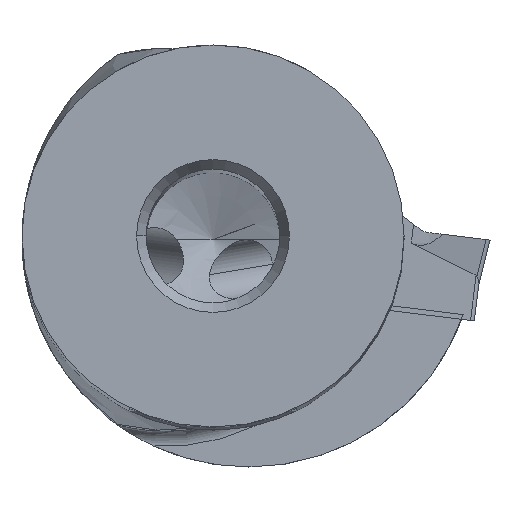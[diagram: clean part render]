
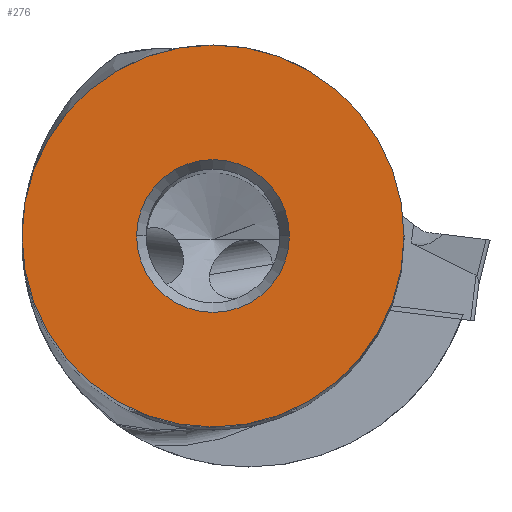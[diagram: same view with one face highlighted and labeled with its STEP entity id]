
A CAD part, top view. The second image highlights one B-rep face of the part: STEP entity #276.
In plain terms, the highlighted planar face has unit normal (0, 0, 1).
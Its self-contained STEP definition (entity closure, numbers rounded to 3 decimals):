
#40=FACE_BOUND('',#588,.T.);
#41=FACE_BOUND('',#589,.T.);
#276=ADVANCED_FACE('',(#40,#41),#332,.F.);
#332=PLANE('',#3046);
#588=EDGE_LOOP('',(#1341,#1342));
#589=EDGE_LOOP('',(#1343,#1344));
#1341=ORIENTED_EDGE('',*,*,#2043,.T.);
#1342=ORIENTED_EDGE('',*,*,#2044,.T.);
#1343=ORIENTED_EDGE('',*,*,#2042,.T.);
#1344=ORIENTED_EDGE('',*,*,#2040,.T.);
#1653=VERTEX_POINT('',#6117);
#1654=VERTEX_POINT('',#6119);
#1655=VERTEX_POINT('',#6125);
#1656=VERTEX_POINT('',#6126);
#2040=EDGE_CURVE('',#1654,#1653,#2309,.T.);
#2042=EDGE_CURVE('',#1653,#1654,#2310,.T.);
#2043=EDGE_CURVE('',#1655,#1656,#2311,.T.);
#2044=EDGE_CURVE('',#1656,#1655,#2312,.T.);
#2309=CIRCLE('',#3040,4.);
#2310=CIRCLE('',#3042,4.);
#2311=CIRCLE('',#3044,10.);
#2312=CIRCLE('',#3045,10.);
#3040=AXIS2_PLACEMENT_3D('',#6118,#3661,#3662);
#3042=AXIS2_PLACEMENT_3D('',#6122,#3666,#3667);
#3044=AXIS2_PLACEMENT_3D('',#6124,#3670,#3671);
#3045=AXIS2_PLACEMENT_3D('',#6127,#3672,#3673);
#3046=AXIS2_PLACEMENT_3D('',#6128,#3674,#3675);
#3661=DIRECTION('',(0.,0.,-1.));
#3662=DIRECTION('',(-1.,0.,0.));
#3666=DIRECTION('',(0.,0.,-1.));
#3667=DIRECTION('',(1.,0.,0.));
#3670=DIRECTION('',(0.,0.,1.));
#3671=DIRECTION('',(1.,0.,0.));
#3672=DIRECTION('',(0.,0.,1.));
#3673=DIRECTION('',(-1.,0.,0.));
#3674=DIRECTION('',(0.,0.,-1.));
#3675=DIRECTION('',(1.,0.,0.));
#6117=CARTESIAN_POINT('',(4.,0.,0.));
#6118=CARTESIAN_POINT('',(0.,0.,0.));
#6119=CARTESIAN_POINT('',(-4.,0.,0.));
#6122=CARTESIAN_POINT('',(0.,0.,0.));
#6124=CARTESIAN_POINT('',(0.,0.,0.));
#6125=CARTESIAN_POINT('',(10.,0.,0.));
#6126=CARTESIAN_POINT('',(-10.,0.,0.));
#6127=CARTESIAN_POINT('',(0.,0.,0.));
#6128=CARTESIAN_POINT('',(0.,0.,0.));
